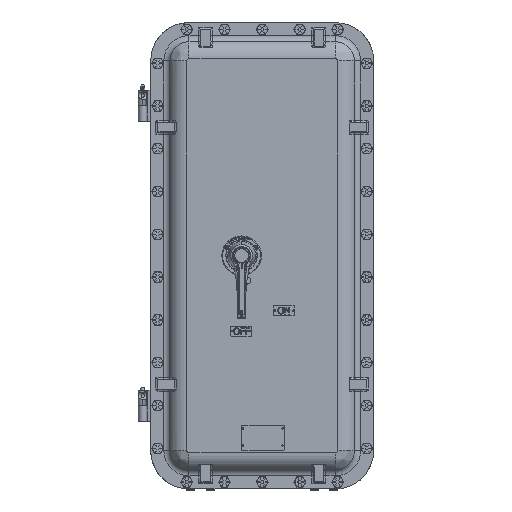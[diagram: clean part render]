
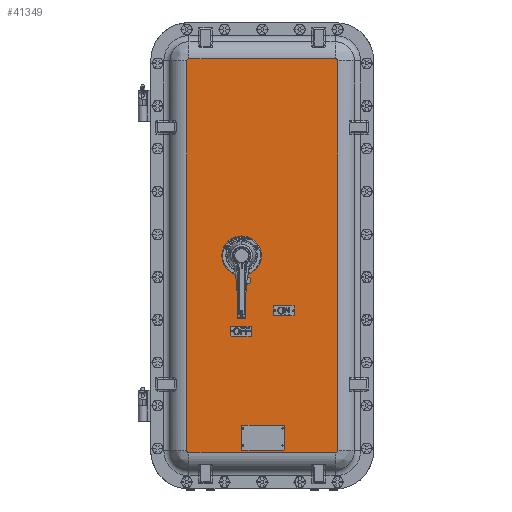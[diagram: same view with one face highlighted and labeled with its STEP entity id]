
A CAD part, top view. The second image highlights one B-rep face of the part: STEP entity #41349.
In plain terms, the highlighted face is planar.
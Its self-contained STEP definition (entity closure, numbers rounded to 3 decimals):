
#2474=FACE_BOUND('',#7383,.T.);
#2475=FACE_BOUND('',#7384,.T.);
#2476=FACE_BOUND('',#7385,.T.);
#2477=FACE_BOUND('',#7386,.T.);
#2478=FACE_BOUND('',#7387,.T.);
#2479=FACE_BOUND('',#7388,.T.);
#2480=FACE_BOUND('',#7389,.T.);
#2481=FACE_BOUND('',#7390,.T.);
#3000=PLANE('',#45064);
#4834=FACE_OUTER_BOUND('',#7382,.T.);
#7382=EDGE_LOOP('',(#32789,#32790,#32791,#32792,#32793,#32794,#32795,#32796));
#7383=EDGE_LOOP('',(#32797,#32798));
#7384=EDGE_LOOP('',(#32799,#32800));
#7385=EDGE_LOOP('',(#32801,#32802));
#7386=EDGE_LOOP('',(#32803,#32804));
#7387=EDGE_LOOP('',(#32805,#32806));
#7388=EDGE_LOOP('',(#32807,#32808));
#7389=EDGE_LOOP('',(#32809,#32810));
#7390=EDGE_LOOP('',(#32811));
#10244=LINE('',#66423,#13546);
#10309=LINE('',#66947,#13611);
#10336=LINE('',#67346,#13638);
#10382=LINE('',#68000,#13684);
#13546=VECTOR('',#51277,0.394);
#13611=VECTOR('',#51518,0.394);
#13638=VECTOR('',#51699,0.394);
#13684=VECTOR('',#52007,0.394);
#16022=CIRCLE('',#44031,0.043);
#16023=CIRCLE('',#44032,0.043);
#16026=CIRCLE('',#44037,0.043);
#16027=CIRCLE('',#44038,0.043);
#16030=CIRCLE('',#44043,0.043);
#16031=CIRCLE('',#44044,0.043);
#16034=CIRCLE('',#44049,0.043);
#16035=CIRCLE('',#44050,0.043);
#16038=CIRCLE('',#44055,0.073);
#16039=CIRCLE('',#44056,0.073);
#16042=CIRCLE('',#44061,0.073);
#16043=CIRCLE('',#44062,0.073);
#16046=CIRCLE('',#44067,0.073);
#16047=CIRCLE('',#44068,0.073);
#16050=CIRCLE('',#44072,0.479);
#16468=CIRCLE('',#44964,0.153);
#16470=CIRCLE('',#44967,0.153);
#16472=CIRCLE('',#44970,0.153);
#16474=CIRCLE('',#44973,0.153);
#18103=VERTEX_POINT('',#62287);
#18104=VERTEX_POINT('',#62288);
#18108=VERTEX_POINT('',#62300);
#18109=VERTEX_POINT('',#62301);
#18113=VERTEX_POINT('',#62313);
#18114=VERTEX_POINT('',#62314);
#18118=VERTEX_POINT('',#62326);
#18119=VERTEX_POINT('',#62327);
#18123=VERTEX_POINT('',#62339);
#18124=VERTEX_POINT('',#62340);
#18128=VERTEX_POINT('',#62352);
#18129=VERTEX_POINT('',#62353);
#18133=VERTEX_POINT('',#62365);
#18134=VERTEX_POINT('',#62366);
#18137=VERTEX_POINT('',#62375);
#18932=VERTEX_POINT('',#66420);
#18933=VERTEX_POINT('',#66422);
#19023=VERTEX_POINT('',#66944);
#19024=VERTEX_POINT('',#66946);
#19063=VERTEX_POINT('',#67343);
#19064=VERTEX_POINT('',#67345);
#19133=VERTEX_POINT('',#67997);
#19134=VERTEX_POINT('',#67999);
#22442=EDGE_CURVE('',#18103,#18104,#16022,.T.);
#22443=EDGE_CURVE('',#18104,#18103,#16023,.T.);
#22448=EDGE_CURVE('',#18108,#18109,#16026,.T.);
#22449=EDGE_CURVE('',#18109,#18108,#16027,.T.);
#22454=EDGE_CURVE('',#18113,#18114,#16030,.T.);
#22455=EDGE_CURVE('',#18114,#18113,#16031,.T.);
#22460=EDGE_CURVE('',#18118,#18119,#16034,.T.);
#22461=EDGE_CURVE('',#18119,#18118,#16035,.T.);
#22466=EDGE_CURVE('',#18123,#18124,#16038,.T.);
#22467=EDGE_CURVE('',#18124,#18123,#16039,.T.);
#22472=EDGE_CURVE('',#18128,#18129,#16042,.T.);
#22473=EDGE_CURVE('',#18129,#18128,#16043,.T.);
#22478=EDGE_CURVE('',#18133,#18134,#16046,.T.);
#22479=EDGE_CURVE('',#18134,#18133,#16047,.T.);
#22484=EDGE_CURVE('',#18137,#18137,#16050,.T.);
#23638=EDGE_CURVE('',#18932,#18933,#10244,.T.);
#23768=EDGE_CURVE('',#19023,#19024,#10309,.T.);
#23847=EDGE_CURVE('',#19063,#19064,#10336,.T.);
#23981=EDGE_CURVE('',#19133,#19134,#10382,.T.);
#23986=EDGE_CURVE('',#18932,#19064,#16468,.T.);
#23988=EDGE_CURVE('',#19133,#18933,#16470,.T.);
#23990=EDGE_CURVE('',#19023,#19134,#16472,.T.);
#23992=EDGE_CURVE('',#19063,#19024,#16474,.T.);
#32789=ORIENTED_EDGE('',*,*,#23986,.T.);
#32790=ORIENTED_EDGE('',*,*,#23847,.F.);
#32791=ORIENTED_EDGE('',*,*,#23992,.T.);
#32792=ORIENTED_EDGE('',*,*,#23768,.F.);
#32793=ORIENTED_EDGE('',*,*,#23990,.T.);
#32794=ORIENTED_EDGE('',*,*,#23981,.F.);
#32795=ORIENTED_EDGE('',*,*,#23988,.T.);
#32796=ORIENTED_EDGE('',*,*,#23638,.F.);
#32797=ORIENTED_EDGE('',*,*,#22442,.T.);
#32798=ORIENTED_EDGE('',*,*,#22443,.T.);
#32799=ORIENTED_EDGE('',*,*,#22448,.T.);
#32800=ORIENTED_EDGE('',*,*,#22449,.T.);
#32801=ORIENTED_EDGE('',*,*,#22454,.T.);
#32802=ORIENTED_EDGE('',*,*,#22455,.T.);
#32803=ORIENTED_EDGE('',*,*,#22460,.T.);
#32804=ORIENTED_EDGE('',*,*,#22461,.T.);
#32805=ORIENTED_EDGE('',*,*,#22466,.T.);
#32806=ORIENTED_EDGE('',*,*,#22467,.T.);
#32807=ORIENTED_EDGE('',*,*,#22472,.T.);
#32808=ORIENTED_EDGE('',*,*,#22473,.T.);
#32809=ORIENTED_EDGE('',*,*,#22478,.T.);
#32810=ORIENTED_EDGE('',*,*,#22479,.T.);
#32811=ORIENTED_EDGE('',*,*,#22484,.T.);
#41349=ADVANCED_FACE('',(#4834,#2474,#2475,#2476,#2477,#2478,#2479,#2480,
#2481),#3000,.F.);
#44031=AXIS2_PLACEMENT_3D('',#62289,#49321,#49322);
#44032=AXIS2_PLACEMENT_3D('',#62290,#49323,#49324);
#44037=AXIS2_PLACEMENT_3D('',#62302,#49335,#49336);
#44038=AXIS2_PLACEMENT_3D('',#62303,#49337,#49338);
#44043=AXIS2_PLACEMENT_3D('',#62315,#49349,#49350);
#44044=AXIS2_PLACEMENT_3D('',#62316,#49351,#49352);
#44049=AXIS2_PLACEMENT_3D('',#62328,#49363,#49364);
#44050=AXIS2_PLACEMENT_3D('',#62329,#49365,#49366);
#44055=AXIS2_PLACEMENT_3D('',#62341,#49377,#49378);
#44056=AXIS2_PLACEMENT_3D('',#62342,#49379,#49380);
#44061=AXIS2_PLACEMENT_3D('',#62354,#49391,#49392);
#44062=AXIS2_PLACEMENT_3D('',#62355,#49393,#49394);
#44067=AXIS2_PLACEMENT_3D('',#62367,#49405,#49406);
#44068=AXIS2_PLACEMENT_3D('',#62368,#49407,#49408);
#44072=AXIS2_PLACEMENT_3D('',#62377,#49417,#49418);
#44964=AXIS2_PLACEMENT_3D('',#68019,#52025,#52026);
#44967=AXIS2_PLACEMENT_3D('',#68031,#52031,#52032);
#44970=AXIS2_PLACEMENT_3D('',#68043,#52037,#52038);
#44973=AXIS2_PLACEMENT_3D('',#68055,#52043,#52044);
#45064=AXIS2_PLACEMENT_3D('',#68205,#52251,#52252);
#49321=DIRECTION('center_axis',(0.,0.,1.));
#49322=DIRECTION('ref_axis',(-1.,0.,0.));
#49323=DIRECTION('center_axis',(0.,0.,1.));
#49324=DIRECTION('ref_axis',(-1.,0.,0.));
#49335=DIRECTION('center_axis',(0.,0.,1.));
#49336=DIRECTION('ref_axis',(-1.,0.,0.));
#49337=DIRECTION('center_axis',(0.,0.,1.));
#49338=DIRECTION('ref_axis',(-1.,0.,0.));
#49349=DIRECTION('center_axis',(0.,0.,1.));
#49350=DIRECTION('ref_axis',(-1.,0.,0.));
#49351=DIRECTION('center_axis',(0.,0.,1.));
#49352=DIRECTION('ref_axis',(-1.,0.,0.));
#49363=DIRECTION('center_axis',(0.,0.,1.));
#49364=DIRECTION('ref_axis',(-1.,0.,0.));
#49365=DIRECTION('center_axis',(0.,0.,1.));
#49366=DIRECTION('ref_axis',(-1.,0.,0.));
#49377=DIRECTION('center_axis',(0.,0.,1.));
#49378=DIRECTION('ref_axis',(-1.,0.,0.));
#49379=DIRECTION('center_axis',(0.,0.,1.));
#49380=DIRECTION('ref_axis',(-1.,0.,0.));
#49391=DIRECTION('center_axis',(0.,0.,1.));
#49392=DIRECTION('ref_axis',(-1.,0.,0.));
#49393=DIRECTION('center_axis',(0.,0.,1.));
#49394=DIRECTION('ref_axis',(-1.,0.,0.));
#49405=DIRECTION('center_axis',(0.,0.,1.));
#49406=DIRECTION('ref_axis',(-1.,0.,0.));
#49407=DIRECTION('center_axis',(0.,0.,1.));
#49408=DIRECTION('ref_axis',(-1.,0.,0.));
#49417=DIRECTION('center_axis',(0.,0.,1.));
#49418=DIRECTION('ref_axis',(1.,0.,0.));
#51277=DIRECTION('',(0.,1.,0.));
#51518=DIRECTION('',(0.,-1.,0.));
#51699=DIRECTION('',(1.,0.,0.));
#52007=DIRECTION('',(-1.,0.,0.));
#52025=DIRECTION('center_axis',(0.,0.,-1.));
#52026=DIRECTION('ref_axis',(-1.,0.,0.));
#52031=DIRECTION('center_axis',(0.,0.,-1.));
#52032=DIRECTION('ref_axis',(-1.,0.,0.));
#52037=DIRECTION('center_axis',(0.,0.,-1.));
#52038=DIRECTION('ref_axis',(-1.,0.,0.));
#52043=DIRECTION('center_axis',(0.,0.,-1.));
#52044=DIRECTION('ref_axis',(-1.,0.,0.));
#52251=DIRECTION('center_axis',(0.,0.,1.));
#52252=DIRECTION('ref_axis',(1.,0.,0.));
#62287=CARTESIAN_POINT('',(5.457,2.195,-2.13));
#62288=CARTESIAN_POINT('',(5.543,2.195,-2.13));
#62289=CARTESIAN_POINT('Origin',(5.5,2.195,-2.13));
#62290=CARTESIAN_POINT('Origin',(5.5,2.195,-2.13));
#62300=CARTESIAN_POINT('',(3.957,-0.935,-2.13));
#62301=CARTESIAN_POINT('',(4.043,-0.935,-2.13));
#62302=CARTESIAN_POINT('Origin',(4.,-0.935,-2.13));
#62303=CARTESIAN_POINT('Origin',(4.,-0.935,-2.13));
#62313=CARTESIAN_POINT('',(3.957,-2.275,-2.13));
#62314=CARTESIAN_POINT('',(4.043,-2.275,-2.13));
#62315=CARTESIAN_POINT('Origin',(4.,-2.275,-2.13));
#62316=CARTESIAN_POINT('Origin',(4.,-2.275,-2.13));
#62326=CARTESIAN_POINT('',(5.457,0.855,-2.13));
#62327=CARTESIAN_POINT('',(5.543,0.855,-2.13));
#62328=CARTESIAN_POINT('Origin',(5.5,0.855,-2.13));
#62329=CARTESIAN_POINT('Origin',(5.5,0.855,-2.13));
#62339=CARTESIAN_POINT('',(-0.635,0.531,-2.13));
#62340=CARTESIAN_POINT('',(-0.49,0.531,-2.13));
#62341=CARTESIAN_POINT('Origin',(-0.563,0.531,-2.13));
#62342=CARTESIAN_POINT('Origin',(-0.563,0.531,-2.13));
#62352=CARTESIAN_POINT('',(1.053,1.505,-2.13));
#62353=CARTESIAN_POINT('',(1.198,1.505,-2.13));
#62354=CARTESIAN_POINT('Origin',(1.125,1.505,-2.13));
#62355=CARTESIAN_POINT('Origin',(1.125,1.505,-2.13));
#62365=CARTESIAN_POINT('',(-0.635,2.479,-2.13));
#62366=CARTESIAN_POINT('',(-0.49,2.479,-2.13));
#62367=CARTESIAN_POINT('Origin',(-0.563,2.479,-2.13));
#62368=CARTESIAN_POINT('Origin',(-0.563,2.479,-2.13));
#62375=CARTESIAN_POINT('',(-0.479,1.505,-2.13));
#62377=CARTESIAN_POINT('Origin',(0.,1.505,-2.13));
#66420=CARTESIAN_POINT('',(14.368,-5.34,-2.13));
#66422=CARTESIAN_POINT('',(14.368,5.34,-2.13));
#66423=CARTESIAN_POINT('',(14.368,5.34,-2.13));
#66944=CARTESIAN_POINT('',(-14.368,5.34,-2.13));
#66946=CARTESIAN_POINT('',(-14.368,-5.34,-2.13));
#66947=CARTESIAN_POINT('',(-14.368,-5.34,-2.13));
#67343=CARTESIAN_POINT('',(-14.215,-5.493,-2.13));
#67345=CARTESIAN_POINT('',(14.215,-5.493,-2.13));
#67346=CARTESIAN_POINT('',(14.215,-5.493,-2.13));
#67997=CARTESIAN_POINT('',(14.215,5.493,-2.13));
#67999=CARTESIAN_POINT('',(-14.215,5.493,-2.13));
#68000=CARTESIAN_POINT('',(-14.215,5.493,-2.13));
#68019=CARTESIAN_POINT('Origin',(14.215,-5.34,-2.13));
#68031=CARTESIAN_POINT('Origin',(14.215,5.34,-2.13));
#68043=CARTESIAN_POINT('Origin',(-14.215,5.34,-2.13));
#68055=CARTESIAN_POINT('Origin',(-14.215,-5.34,-2.13));
#68205=CARTESIAN_POINT('Origin',(0.,0.,
-2.13));
